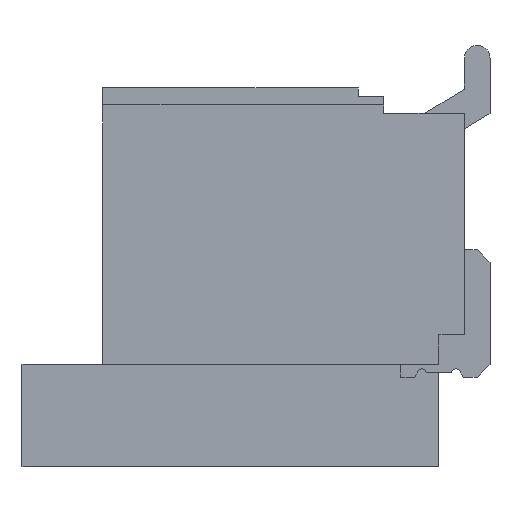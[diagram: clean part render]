
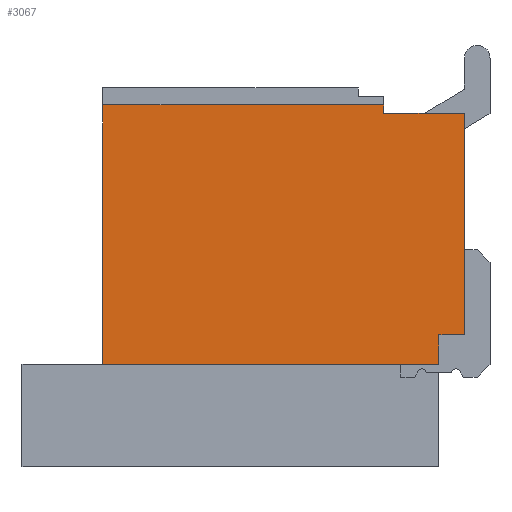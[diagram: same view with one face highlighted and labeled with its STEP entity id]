
A CAD part, left-side view. The second image highlights one B-rep face of the part: STEP entity #3067.
In plain terms, the highlighted planar face has unit normal (-1, 0, 0).
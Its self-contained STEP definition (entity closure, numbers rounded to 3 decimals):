
#490=ORIENTED_EDGE('',*,*,#1176,.T.);
#491=ORIENTED_EDGE('',*,*,#1127,.F.);
#492=ORIENTED_EDGE('',*,*,#1131,.F.);
#493=ORIENTED_EDGE('',*,*,#1209,.F.);
#494=ORIENTED_EDGE('',*,*,#1210,.F.);
#495=ORIENTED_EDGE('',*,*,#1211,.F.);
#496=ORIENTED_EDGE('',*,*,#1212,.F.);
#497=ORIENTED_EDGE('',*,*,#1145,.F.);
#1127=EDGE_CURVE('',#1512,#1513,#1846,.T.);
#1131=EDGE_CURVE('',#1515,#1512,#1850,.T.);
#1145=EDGE_CURVE('',#1528,#1529,#1864,.T.);
#1176=EDGE_CURVE('',#1528,#1513,#1895,.T.);
#1209=EDGE_CURVE('',#1585,#1515,#1924,.T.);
#1210=EDGE_CURVE('',#1586,#1585,#1925,.T.);
#1211=EDGE_CURVE('',#1587,#1586,#1926,.T.);
#1212=EDGE_CURVE('',#1529,#1587,#1927,.T.);
#1512=VERTEX_POINT('',#5160);
#1513=VERTEX_POINT('',#5162);
#1515=VERTEX_POINT('',#5168);
#1528=VERTEX_POINT('',#5198);
#1529=VERTEX_POINT('',#5200);
#1585=VERTEX_POINT('',#5327);
#1586=VERTEX_POINT('',#5329);
#1587=VERTEX_POINT('',#5331);
#1846=LINE('',#5161,#2263);
#1850=LINE('',#5169,#2267);
#1864=LINE('',#5199,#2281);
#1895=LINE('',#5260,#2312);
#1924=LINE('',#5326,#2341);
#1925=LINE('',#5328,#2342);
#1926=LINE('',#5330,#2343);
#1927=LINE('',#5332,#2344);
#2263=VECTOR('',#4342,1000.);
#2267=VECTOR('',#4348,1000.);
#2281=VECTOR('',#4368,1000.);
#2312=VECTOR('',#4401,1000.);
#2341=VECTOR('',#4450,1000.);
#2342=VECTOR('',#4451,1000.);
#2343=VECTOR('',#4452,1000.);
#2344=VECTOR('',#4453,1000.);
#2606=EDGE_LOOP('',(#490,#491,#492,#493,#494,#495,#496,#497));
#2765=FACE_BOUND('',#2606,.T.);
#2915=PLANE('',#3938);
#3067=ADVANCED_FACE('',(#2765),#2915,.F.);
#3938=AXIS2_PLACEMENT_3D('',#5325,#4448,#4449);
#4342=DIRECTION('',(0.,0.,-1.));
#4348=DIRECTION('',(0.,1.,0.));
#4368=DIRECTION('',(0.,0.,1.));
#4401=DIRECTION('',(0.,-1.,0.));
#4448=DIRECTION('',(1.,0.,0.));
#4449=DIRECTION('',(0.,0.,-1.));
#4450=DIRECTION('',(0.,0.,-1.));
#4451=DIRECTION('',(0.,-1.,0.));
#4452=DIRECTION('',(0.,0.,-1.));
#4453=DIRECTION('',(0.,-1.,0.));
#5160=CARTESIAN_POINT('',(-3.2,0.3,-0.675));
#5161=CARTESIAN_POINT('',(-3.2,0.3,-0.675));
#5162=CARTESIAN_POINT('',(-3.2,0.3,-1.025));
#5168=CARTESIAN_POINT('',(-3.2,0.,-0.675));
#5169=CARTESIAN_POINT('',(-3.2,0.,-0.675));
#5198=CARTESIAN_POINT('',(-3.2,4.25,-1.025));
#5199=CARTESIAN_POINT('',(-3.2,4.25,-1.025));
#5200=CARTESIAN_POINT('',(-3.2,4.25,2.025));
#5260=CARTESIAN_POINT('',(-3.2,5.2,-1.025));
#5325=CARTESIAN_POINT('',(-3.2,0.,0.));
#5326=CARTESIAN_POINT('',(-3.2,0.,1.925));
#5327=CARTESIAN_POINT('',(-3.2,0.,1.925));
#5328=CARTESIAN_POINT('',(-3.2,0.95,1.925));
#5329=CARTESIAN_POINT('',(-3.2,0.95,1.925));
#5330=CARTESIAN_POINT('',(-3.2,0.95,2.125));
#5331=CARTESIAN_POINT('',(-3.2,0.95,2.025));
#5332=CARTESIAN_POINT('',(-3.2,0.,2.025));
